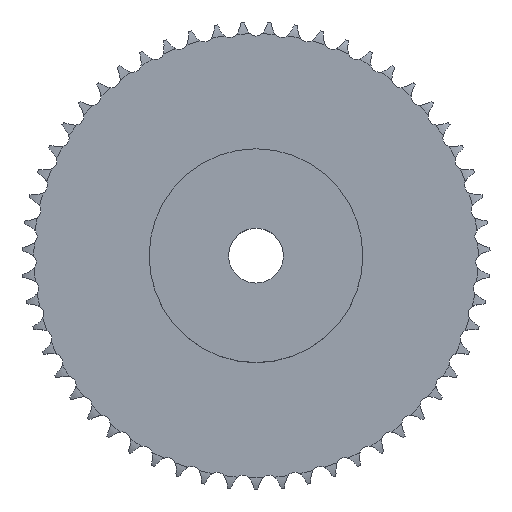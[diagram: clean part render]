
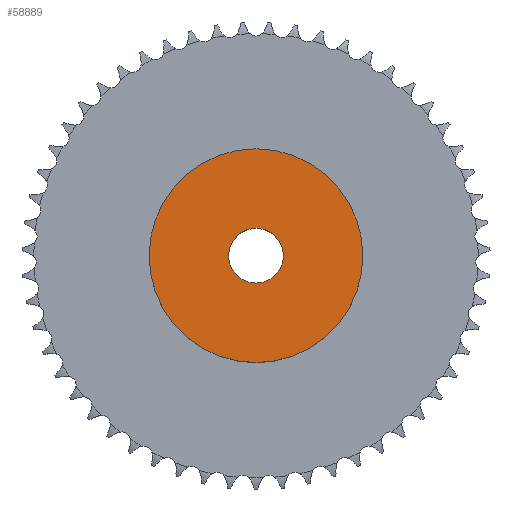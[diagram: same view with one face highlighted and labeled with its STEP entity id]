
A CAD part, top view. The second image highlights one B-rep face of the part: STEP entity #58889.
In plain terms, the highlighted planar face has unit normal (0, 0, 1).
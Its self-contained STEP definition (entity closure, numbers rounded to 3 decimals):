
#6375 = CYLINDRICAL_SURFACE('',#6376,39.);
#6376 = AXIS2_PLACEMENT_3D('',#6377,#6378,#6379);
#6377 = CARTESIAN_POINT('',(0.,0.,0.));
#6378 = DIRECTION('',(-0.,-0.,-1.));
#6379 = DIRECTION('',(1.,0.,0.));
#36958 = VERTEX_POINT('',#36959);
#36959 = CARTESIAN_POINT('',(39.,0.,35.));
#36980 = EDGE_CURVE('',#36958,#36958,#36981,.T.);
#36981 = SURFACE_CURVE('',#36982,(#36987,#36994),.PCURVE_S1.);
#36982 = CIRCLE('',#36983,39.);
#36983 = AXIS2_PLACEMENT_3D('',#36984,#36985,#36986);
#36984 = CARTESIAN_POINT('',(0.,0.,35.));
#36985 = DIRECTION('',(0.,0.,1.));
#36986 = DIRECTION('',(1.,0.,0.));
#36987 = PCURVE('',#6375,#36988);
#36988 = DEFINITIONAL_REPRESENTATION('',(#36989),#36993);
#36989 = LINE('',#36990,#36991);
#36990 = CARTESIAN_POINT('',(-0.,-35.));
#36991 = VECTOR('',#36992,1.);
#36992 = DIRECTION('',(-1.,0.));
#36993 = ( GEOMETRIC_REPRESENTATION_CONTEXT(2) 
PARAMETRIC_REPRESENTATION_CONTEXT() REPRESENTATION_CONTEXT('2D SPACE',''
  ) );
#36994 = PCURVE('',#36995,#37000);
#36995 = PLANE('',#36996);
#36996 = AXIS2_PLACEMENT_3D('',#36997,#36998,#36999);
#36997 = CARTESIAN_POINT('',(0.,0.,35.)
  );
#36998 = DIRECTION('',(0.,0.,1.));
#36999 = DIRECTION('',(1.,0.,0.));
#37000 = DEFINITIONAL_REPRESENTATION('',(#37001),#37005);
#37001 = CIRCLE('',#37002,39.);
#37002 = AXIS2_PLACEMENT_2D('',#37003,#37004);
#37003 = CARTESIAN_POINT('',(0.,0.));
#37004 = DIRECTION('',(1.,0.));
#37005 = ( GEOMETRIC_REPRESENTATION_CONTEXT(2) 
PARAMETRIC_REPRESENTATION_CONTEXT() REPRESENTATION_CONTEXT('2D SPACE',''
  ) );
#49752 = CYLINDRICAL_SURFACE('',#49753,10.);
#49753 = AXIS2_PLACEMENT_3D('',#49754,#49755,#49756);
#49754 = CARTESIAN_POINT('',(0.,0.,254.356));
#49755 = DIRECTION('',(0.,0.,1.));
#49756 = DIRECTION('',(1.,0.,0.));
#58889 = ADVANCED_FACE('',(#58890,#58893),#36995,.T.);
#58890 = FACE_BOUND('',#58891,.T.);
#58891 = EDGE_LOOP('',(#58892));
#58892 = ORIENTED_EDGE('',*,*,#36980,.T.);
#58893 = FACE_BOUND('',#58894,.T.);
#58894 = EDGE_LOOP('',(#58895));
#58895 = ORIENTED_EDGE('',*,*,#58896,.F.);
#58896 = EDGE_CURVE('',#58897,#58897,#58899,.T.);
#58897 = VERTEX_POINT('',#58898);
#58898 = CARTESIAN_POINT('',(10.,0.,35.));
#58899 = SURFACE_CURVE('',#58900,(#58905,#58912),.PCURVE_S1.);
#58900 = CIRCLE('',#58901,10.);
#58901 = AXIS2_PLACEMENT_3D('',#58902,#58903,#58904);
#58902 = CARTESIAN_POINT('',(0.,0.,35.));
#58903 = DIRECTION('',(0.,0.,1.));
#58904 = DIRECTION('',(1.,0.,0.));
#58905 = PCURVE('',#36995,#58906);
#58906 = DEFINITIONAL_REPRESENTATION('',(#58907),#58911);
#58907 = CIRCLE('',#58908,10.);
#58908 = AXIS2_PLACEMENT_2D('',#58909,#58910);
#58909 = CARTESIAN_POINT('',(0.,0.));
#58910 = DIRECTION('',(1.,0.));
#58911 = ( GEOMETRIC_REPRESENTATION_CONTEXT(2) 
PARAMETRIC_REPRESENTATION_CONTEXT() REPRESENTATION_CONTEXT('2D SPACE',''
  ) );
#58912 = PCURVE('',#49752,#58913);
#58913 = DEFINITIONAL_REPRESENTATION('',(#58914),#58918);
#58914 = LINE('',#58915,#58916);
#58915 = CARTESIAN_POINT('',(0.,-219.356));
#58916 = VECTOR('',#58917,1.);
#58917 = DIRECTION('',(1.,0.));
#58918 = ( GEOMETRIC_REPRESENTATION_CONTEXT(2) 
PARAMETRIC_REPRESENTATION_CONTEXT() REPRESENTATION_CONTEXT('2D SPACE',''
  ) );
